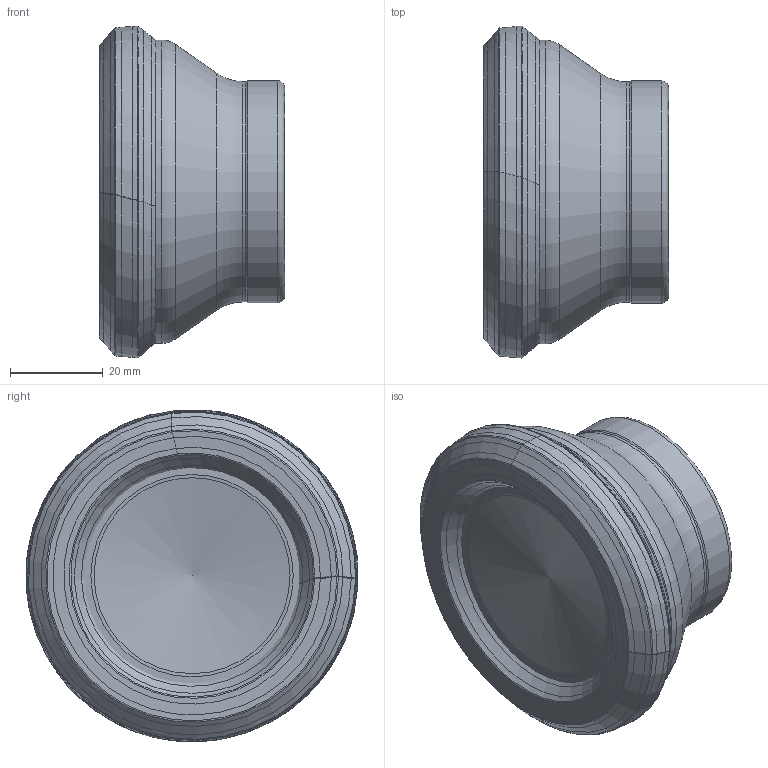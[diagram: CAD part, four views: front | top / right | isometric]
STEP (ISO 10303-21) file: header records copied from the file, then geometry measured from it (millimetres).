
FILE_DESCRIPTION(/* description */ (''),/* implementation_level */ '2;1');
FILE_NAME(/* name */ 'Model.stp',/* time_stamp */ '2023-10-02T12:23:54+03:00',/* author */ (''),/* organization */ (''),/* preprocessor_version */ 'ST-DEVELOPER v19.4',/* originating_system */ 'SIEMENS PLM Software NX2306.3001',/* authorisation */ '');
FILE_SCHEMA (('AUTOMOTIVE_DESIGN { 1 0 10303 214 3 1 1 1 }'));
Length unit declared in the file: millimetre
Products named in the file (1): Model_objects
Bounding box: 40 x 71.68 x 71.63 mm (x, y, z)
Volume: 118774.9 mm3; surface area: 20516.1 mm2
Topology: 2 solids, 2 shells, 113 faces, 228 edges, 117 vertices
Faces by surface type: bspline 76, plane 14, revolution 7, cylinder 7, torus 5, cone 4
Full cylindrical faces by diameter (mm): 47.6 x1, 48 x1, 65.5 x1
Entity records: 4607 total; most frequent: CARTESIAN_POINT 2415, ORIENTED_EDGE 416, DIRECTION 413, EDGE_CURVE 208, AXIS2_PLACEMENT_3D 199, EDGE_LOOP 132, VERTEX_POINT 117, ADVANCED_FACE 113
